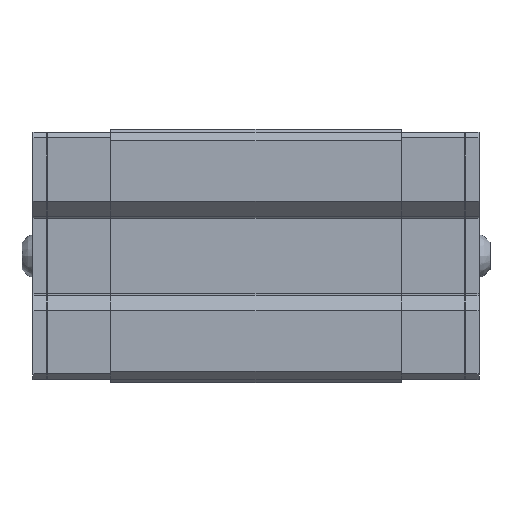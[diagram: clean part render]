
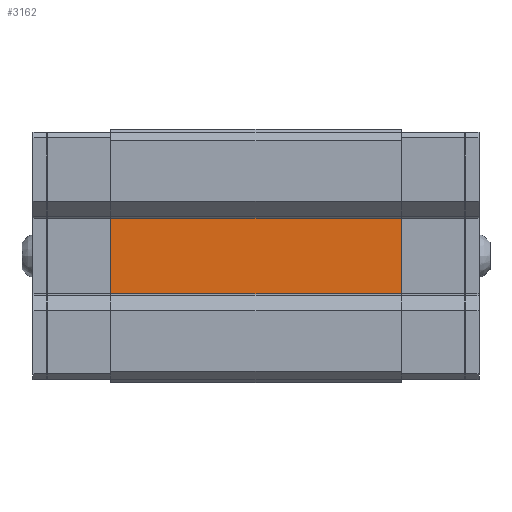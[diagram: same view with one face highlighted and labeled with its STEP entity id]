
A CAD part, front view. The second image highlights one B-rep face of the part: STEP entity #3162.
In plain terms, the highlighted planar face has unit normal (0, -1, 0).
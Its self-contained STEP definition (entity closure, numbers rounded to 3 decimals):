
#3162=ADVANCED_FACE('',(#8533),#8535,.F.);
#8533=FACE_BOUND('',#8534,.T.);
#8534=EDGE_LOOP('',(#12845,#12846,#12847,#12848));
#8535=PLANE('',#8536);
#8536=AXIS2_PLACEMENT_3D('',#8537,#8538,#8539);
#8537=CARTESIAN_POINT('',(-7.231,0.,38.75));
#8538=DIRECTION('',(0.,1.,0.));
#8539=DIRECTION('',(1.,0.,0.));
#12845=ORIENTED_EDGE('',*,*,#15470,.F.);
#12846=ORIENTED_EDGE('',*,*,#15580,.F.);
#12847=ORIENTED_EDGE('',*,*,#15558,.F.);
#12848=ORIENTED_EDGE('',*,*,#15581,.T.);
#15470=EDGE_CURVE('',#17849,#17851,#17852,.T.);
#15558=EDGE_CURVE('',#18015,#18017,#18018,.T.);
#15580=EDGE_CURVE('',#18017,#17849,#18043,.T.);
#15581=EDGE_CURVE('',#18015,#17851,#18044,.T.);
#17849=VERTEX_POINT('',#22831);
#17851=VERTEX_POINT('',#22835);
#17852=LINE('',#22836,#22837);
#18015=VERTEX_POINT('',#23197);
#18017=VERTEX_POINT('',#23201);
#18018=LINE('',#23202,#23203);
#18043=LINE('',#23277,#23278);
#18044=LINE('',#23280,#23281);
#22831=CARTESIAN_POINT('',(-7.231,0.,25.25));
#22835=CARTESIAN_POINT('',(7.231,0.,25.25));
#22836=CARTESIAN_POINT('',(-7.231,0.,25.25));
#22837=VECTOR('',#22838,1.);
#22838=DIRECTION('',(1.,0.,0.));
#23197=CARTESIAN_POINT('',(7.231,0.,-25.25));
#23201=CARTESIAN_POINT('',(-7.231,0.,-25.25));
#23202=CARTESIAN_POINT('',(7.231,0.,-25.25));
#23203=VECTOR('',#23204,1.);
#23204=DIRECTION('',(-1.,0.,0.));
#23277=CARTESIAN_POINT('',(-7.231,0.,-25.25));
#23278=VECTOR('',#23279,1.);
#23279=DIRECTION('',(0.,0.,1.));
#23280=CARTESIAN_POINT('',(7.231,0.,-25.25));
#23281=VECTOR('',#23282,1.);
#23282=DIRECTION('',(0.,0.,1.));
